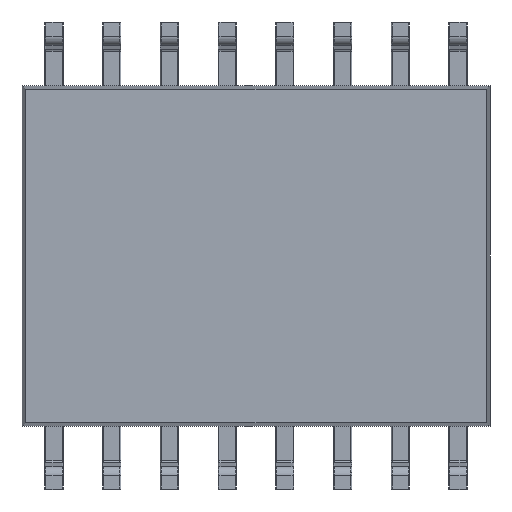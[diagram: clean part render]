
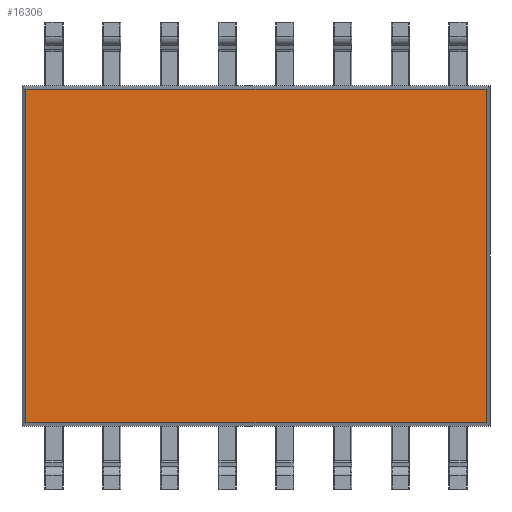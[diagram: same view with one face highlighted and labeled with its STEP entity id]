
A CAD part, front view. The second image highlights one B-rep face of the part: STEP entity #16306.
In plain terms, the highlighted planar face has unit normal (0, -1, 0).
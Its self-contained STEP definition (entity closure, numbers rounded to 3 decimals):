
#1072 = VECTOR ( 'NONE', #13505, 1000. ) ;
#1886 = LINE ( 'NONE', #6762, #9624 ) ;
#2285 = VERTEX_POINT ( 'NONE', #9168 ) ;
#2441 = ORIENTED_EDGE ( 'NONE', *, *, #3005, .T. ) ;
#2515 = VERTEX_POINT ( 'NONE', #16124 ) ;
#2876 = ORIENTED_EDGE ( 'NONE', *, *, #8375, .T. ) ;
#3005 = EDGE_CURVE ( 'NONE', #8098, #2515, #1886, .T. ) ;
#3079 = DIRECTION ( 'NONE',  ( 0., 0., -1. ) ) ;
#3280 = ORIENTED_EDGE ( 'NONE', *, *, #10314, .T. ) ;
#3672 = CARTESIAN_POINT ( 'NONE',  ( 0., 0.25, 0. ) ) ;
#4587 = CARTESIAN_POINT ( 'NONE',  ( 5.069, 0.25, 0. ) ) ;
#5218 = ORIENTED_EDGE ( 'NONE', *, *, #9158, .T. ) ;
#5585 = VECTOR ( 'NONE', #6271, 1000. ) ;
#6186 = LINE ( 'NONE', #12681, #5585 ) ;
#6271 = DIRECTION ( 'NONE',  ( -1., 0., 0. ) ) ;
#6762 = CARTESIAN_POINT ( 'NONE',  ( 0., 0.25, -3.669 ) ) ;
#7251 = VECTOR ( 'NONE', #3079, 1000. ) ;
#7536 = DIRECTION ( 'NONE',  ( 0., 1., 0. ) ) ;
#8014 = FACE_OUTER_BOUND ( 'NONE', #13399, .T. ) ;
#8098 = VERTEX_POINT ( 'NONE', #15338 ) ;
#8222 = LINE ( 'NONE', #4587, #1072 ) ;
#8375 = EDGE_CURVE ( 'NONE', #2515, #2285, #8222, .T. ) ;
#9158 = EDGE_CURVE ( 'NONE', #11487, #8098, #15795, .T. ) ;
#9168 = CARTESIAN_POINT ( 'NONE',  ( 5.069, 0.25, 3.669 ) ) ;
#9609 = AXIS2_PLACEMENT_3D ( 'NONE', #3672, #7536, #11357 ) ;
#9624 = VECTOR ( 'NONE', #13205, 1000. ) ;
#10314 = EDGE_CURVE ( 'NONE', #2285, #11487, #6186, .T. ) ;
#11357 = DIRECTION ( 'NONE',  ( 0., 0., 1. ) ) ;
#11487 = VERTEX_POINT ( 'NONE', #12058 ) ;
#11895 = CARTESIAN_POINT ( 'NONE',  ( -5.069, 0.25, 0. ) ) ;
#12058 = CARTESIAN_POINT ( 'NONE',  ( -5.069, 0.25, 3.669 ) ) ;
#12681 = CARTESIAN_POINT ( 'NONE',  ( 0., 0.25, 3.669 ) ) ;
#13205 = DIRECTION ( 'NONE',  ( 1., 0., 0. ) ) ;
#13399 = EDGE_LOOP ( 'NONE', ( #5218, #2441, #2876, #3280 ) ) ;
#13505 = DIRECTION ( 'NONE',  ( 0., 0., 1. ) ) ;
#15338 = CARTESIAN_POINT ( 'NONE',  ( -5.069, 0.25, -3.669 ) ) ;
#15795 = LINE ( 'NONE', #11895, #7251 ) ;
#16124 = CARTESIAN_POINT ( 'NONE',  ( 5.069, 0.25, -3.669 ) ) ;
#16306 = ADVANCED_FACE ( 'NONE', ( #8014 ), #16323, .F. ) ;
#16323 = PLANE ( 'NONE',  #9609 ) ;
